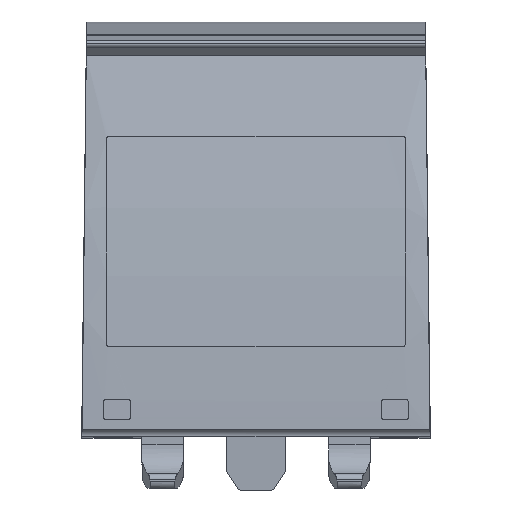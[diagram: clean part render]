
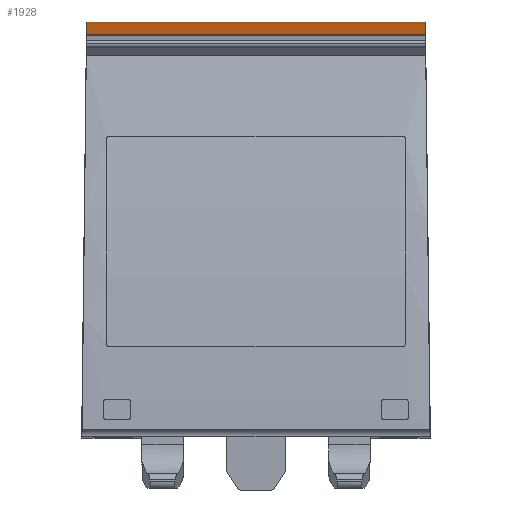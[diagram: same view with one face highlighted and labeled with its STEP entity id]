
A CAD part, top view. The second image highlights one B-rep face of the part: STEP entity #1928.
In plain terms, the highlighted cylindrical face has radius 212.5 mm (diameter 425 mm), a partial arc.
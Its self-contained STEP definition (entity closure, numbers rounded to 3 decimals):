
#245 = CARTESIAN_POINT ( 'NONE',  ( -76.004, -196.252, 9.937 ) ) ;
#327 = EDGE_CURVE ( 'NONE', #5223, #9981, #8466, .T. ) ;
#498 = CARTESIAN_POINT ( 'NONE',  ( -11.343, 15.921, 21.719 ) ) ;
#1113 = FACE_OUTER_BOUND ( 'NONE', #5260, .T. ) ;
#1136 = CARTESIAN_POINT ( 'NONE',  ( -11.343, 15.75, 24.795 ) ) ;
#1185 = CARTESIAN_POINT ( 'NONE',  ( -11.343, 15.921, 21.719 ) ) ;
#1270 = CARTESIAN_POINT ( 'NONE',  ( 11.343, 16.118, 2.935 ) ) ;
#1895 = DIRECTION ( 'NONE',  ( 1., 0., 0. ) ) ;
#1928 = ADVANCED_FACE ( 'NONE', ( #1113 ), #2693, .T. ) ;
#2007 = CARTESIAN_POINT ( 'NONE',  ( 11.345, 15.208, 30.933 ) ) ;
#2693 = CYLINDRICAL_SURFACE ( 'NONE', #3424, 212.5 ) ;
#2773 = ORIENTED_EDGE ( 'NONE', *, *, #327, .T. ) ;
#2934 = EDGE_CURVE ( 'NONE', #10463, #9981, #7848, .T. ) ;
#3395 = EDGE_CURVE ( 'NONE', #8298, #5192, #7265, .T. ) ;
#3424 = AXIS2_PLACEMENT_3D ( 'NONE', #245, #1895, #10027 ) ;
#3744 = CARTESIAN_POINT ( 'NONE',  ( -11.343, 15.973, 20.378 ) ) ;
#3806 = ORIENTED_EDGE ( 'NONE', *, *, #6856, .T. ) ;
#3847 = EDGE_CURVE ( 'NONE', #5192, #6015, #9557, .T. ) ;
#3914 = CARTESIAN_POINT ( 'NONE',  ( 11.343, 15.75, 24.795 ) ) ;
#4230 = CARTESIAN_POINT ( 'NONE',  ( -11.345, 15.208, 30.933 ) ) ;
#4260 = CARTESIAN_POINT ( 'NONE',  ( -11.344, 15.513, 27.867 ) ) ;
#4556 = CARTESIAN_POINT ( 'NONE',  ( -11.343, 15.921, 21.719 ) ) ;
#4708 = ORIENTED_EDGE ( 'NONE', *, *, #2934, .F. ) ;
#5073 = VECTOR ( 'NONE', #6234, 1000. ) ;
#5115 = CARTESIAN_POINT ( 'NONE',  ( 11.343, 15.921, 21.719 ) ) ;
#5192 = VERTEX_POINT ( 'NONE', #2007 ) ;
#5223 = VERTEX_POINT ( 'NONE', #5426 ) ;
#5260 = EDGE_LOOP ( 'NONE', ( #2773, #4708, #3806, #7812, #9806, #6439 ) ) ;
#5426 = CARTESIAN_POINT ( 'NONE',  ( 11.343, 15.422, -8.786 ) ) ;
#5710 = B_SPLINE_CURVE_WITH_KNOTS ( 'NONE', 3,
 ( #8567, #5893, #1270, #9196, #7602, #5115 ),
 .UNSPECIFIED., .F., .F.,
 ( 4, 1, 1, 4 ),
 ( 0., 0.285, 0.868, 1. ),
 .UNSPECIFIED. ) ;
#5893 = CARTESIAN_POINT ( 'NONE',  ( 11.343, 15.629, -5.879 ) ) ;
#6015 = VERTEX_POINT ( 'NONE', #7569 ) ;
#6214 = CARTESIAN_POINT ( 'NONE',  ( 11.344, 15.513, 27.867 ) ) ;
#6234 = DIRECTION ( 'NONE',  ( 1., 0., 0. ) ) ;
#6337 = CARTESIAN_POINT ( 'NONE',  ( -11.343, 15.422, -8.786 ) ) ;
#6439 = ORIENTED_EDGE ( 'NONE', *, *, #10353, .F. ) ;
#6573 = CARTESIAN_POINT ( 'NONE',  ( -11.343, 15.422, -8.786 ) ) ;
#6856 = EDGE_CURVE ( 'NONE', #10463, #8298, #8759, .T. ) ;
#7024 = CARTESIAN_POINT ( 'NONE',  ( -11.343, 16.118, 2.935 ) ) ;
#7094 = CARTESIAN_POINT ( 'NONE',  ( 11.343, 15.422, -8.786 ) ) ;
#7106 = CARTESIAN_POINT ( 'NONE',  ( -76.004, 15.208, 30.933 ) ) ;
#7265 = LINE ( 'NONE', #7106, #5073 ) ;
#7569 = CARTESIAN_POINT ( 'NONE',  ( 11.343, 15.921, 21.719 ) ) ;
#7602 = CARTESIAN_POINT ( 'NONE',  ( 11.343, 15.973, 20.378 ) ) ;
#7812 = ORIENTED_EDGE ( 'NONE', *, *, #3395, .T. ) ;
#7848 = B_SPLINE_CURVE_WITH_KNOTS ( 'NONE', 3,
 ( #498, #3744, #8556, #7024, #10304, #10253 ),
 .UNSPECIFIED., .F., .F.,
 ( 4, 1, 1, 4 ),
 ( 0., 0.132, 0.715, 1. ),
 .UNSPECIFIED. ) ;
#7873 = CARTESIAN_POINT ( 'NONE',  ( 3.781, 15.421, -8.795 ) ) ;
#8298 = VERTEX_POINT ( 'NONE', #4230 ) ;
#8318 = CARTESIAN_POINT ( 'NONE',  ( -11.345, 15.208, 30.933 ) ) ;
#8466 = B_SPLINE_CURVE_WITH_KNOTS ( 'NONE', 3,
 ( #7094, #7873, #9621, #6337 ),
 .UNSPECIFIED., .F., .F.,
 ( 4, 4 ),
 ( 0., 0.998 ),
 .UNSPECIFIED. ) ;
#8556 = CARTESIAN_POINT ( 'NONE',  ( -11.343, 16.199, 13.109 ) ) ;
#8567 = CARTESIAN_POINT ( 'NONE',  ( 11.343, 15.422, -8.786 ) ) ;
#8759 = B_SPLINE_CURVE_WITH_KNOTS ( 'NONE', 3,
 ( #1185, #1136, #4260, #8318 ),
 .UNSPECIFIED., .F., .F.,
 ( 4, 4 ),
 ( 0., 0.009 ),
 .UNSPECIFIED. ) ;
#9196 = CARTESIAN_POINT ( 'NONE',  ( 11.343, 16.199, 13.109 ) ) ;
#9449 = CARTESIAN_POINT ( 'NONE',  ( 11.345, 15.208, 30.933 ) ) ;
#9497 = CARTESIAN_POINT ( 'NONE',  ( 11.343, 15.921, 21.719 ) ) ;
#9557 = B_SPLINE_CURVE_WITH_KNOTS ( 'NONE', 3,
 ( #9449, #6214, #3914, #9497 ),
 .UNSPECIFIED., .F., .F.,
 ( 4, 4 ),
 ( 0., 0.009 ),
 .UNSPECIFIED. ) ;
#9621 = CARTESIAN_POINT ( 'NONE',  ( -3.781, 15.421, -8.795 ) ) ;
#9806 = ORIENTED_EDGE ( 'NONE', *, *, #3847, .T. ) ;
#9981 = VERTEX_POINT ( 'NONE', #6573 ) ;
#10027 = DIRECTION ( 'NONE',  ( 0., 0., -1. ) ) ;
#10253 = CARTESIAN_POINT ( 'NONE',  ( -11.343, 15.422, -8.786 ) ) ;
#10304 = CARTESIAN_POINT ( 'NONE',  ( -11.343, 15.629, -5.879 ) ) ;
#10353 = EDGE_CURVE ( 'NONE', #5223, #6015, #5710, .T. ) ;
#10463 = VERTEX_POINT ( 'NONE', #4556 ) ;
